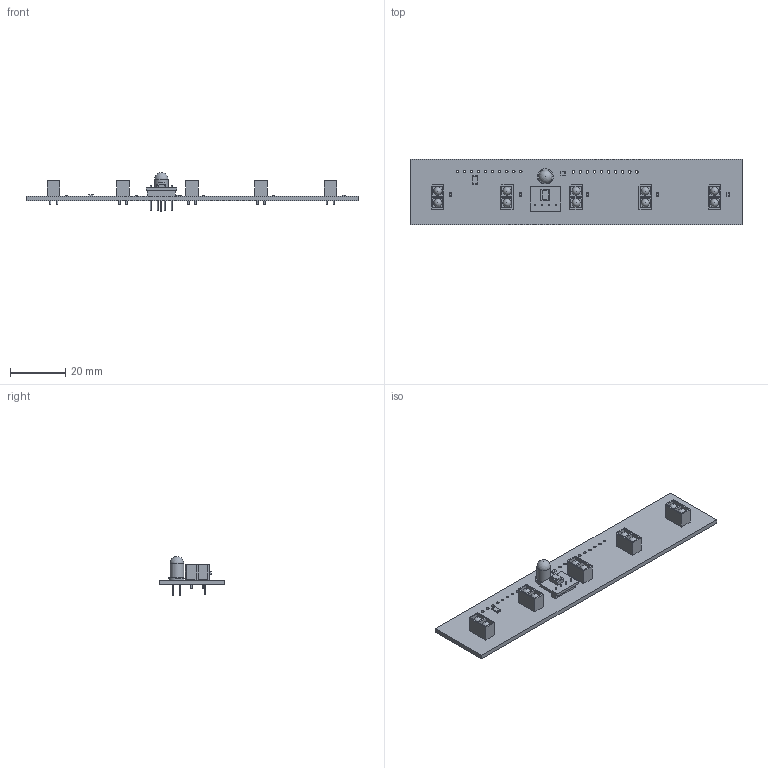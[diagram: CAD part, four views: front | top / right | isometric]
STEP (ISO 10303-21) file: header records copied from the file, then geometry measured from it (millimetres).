
FILE_DESCRIPTION(('KiCad electronic assembly'),'2;1');
FILE_NAME('03-front.step','2024-03-23T08:28:48',('Pcbnew'),('Kicad'), 'Open CASCADE STEP processor 7.7','KiCad to STEP converter','Unknown' );
FILE_SCHEMA(('AUTOMOTIVE_DESIGN { 1 0 10303 214 1 1 1 1 }'));
Length unit declared in the file: millimetre
Products named in the file (14): 03-front 1; LED_D5.0mm; SOLID; LBR-127HLD; R_0603_1608Metric; S11059; R_1206_3216Metric; R_0805_2012Metric; 03-front PCB
Assembly tree (21 placements, depth 3):
  03-front 1
    LED_D5.0mm
      SOLID
    LBR-127HLD  x5
      SOLID
    R_0603_1608Metric  x5
      SOLID
    S11059
      SOLID
    R_1206_3216Metric
      SOLID
    R_0805_2012Metric
      SOLID
    03-front PCB
Bounding box: 120 x 23.65 x 14.1 mm (x, y, z)
Volume: 5547.6 mm3; surface area: 9246.7 mm2
Topology: 15 solids, 15 shells, 432 faces, 1048 edges, 689 vertices
Faces by surface type: plane 279, cylinder 142, sphere 11
Full cylindrical faces by diameter (mm): 0.5 x28, 0.762 x24, 0.9 x2, 1 x20, 2.9 x10, 4.9 x1
Entity records: 15133 total; most frequent: CARTESIAN_POINT 3114, DIRECTION 2073, LINE 1208, VECTOR 1208, ORIENTED_EDGE 1042, PCURVE 1042, DEFINITIONAL_REPRESENTATION 1042, EDGE_CURVE 521
